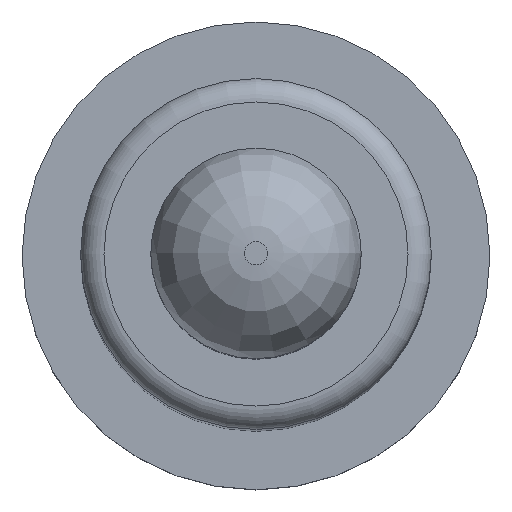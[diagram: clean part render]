
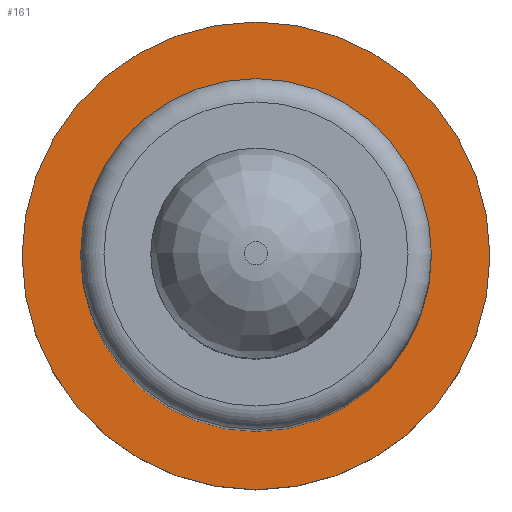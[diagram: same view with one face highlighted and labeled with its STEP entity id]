
A CAD part, top view. The second image highlights one B-rep face of the part: STEP entity #161.
In plain terms, the highlighted planar face has unit normal (0, 0, 1).
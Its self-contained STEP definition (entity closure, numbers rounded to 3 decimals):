
#126 = VERTEX_POINT('',#127);
#127 = CARTESIAN_POINT('',(1.,0.,0.4));
#133 = EDGE_CURVE('',#126,#126,#134,.T.);
#134 = CIRCLE('',#135,1.);
#135 = AXIS2_PLACEMENT_3D('',#136,#137,#138);
#136 = CARTESIAN_POINT('',(0.,0.,0.4));
#137 = DIRECTION('',(0.,0.,1.));
#138 = DIRECTION('',(1.,0.,-0.));
#161 = ADVANCED_FACE('',(#162),#165,.T.);
#162 = FACE_BOUND('',#163,.F.);
#163 = EDGE_LOOP('',(#164));
#164 = ORIENTED_EDGE('',*,*,#133,.F.);
#165 = PLANE('',#166);
#166 = AXIS2_PLACEMENT_3D('',#167,#168,#169);
#167 = CARTESIAN_POINT('',(0.,0.,0.4));
#168 = DIRECTION('',(0.,0.,1.));
#169 = DIRECTION('',(1.,0.,-0.));
